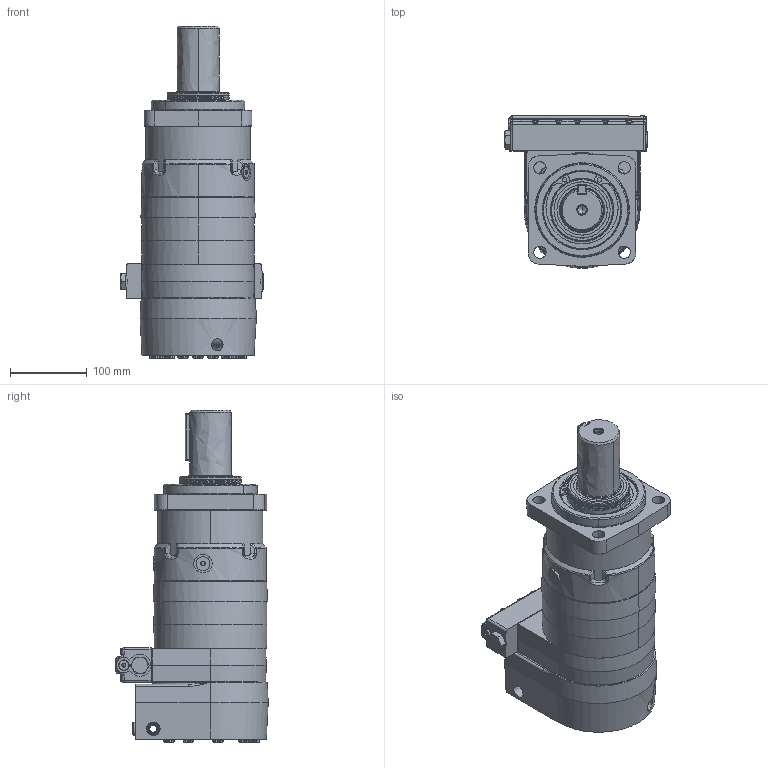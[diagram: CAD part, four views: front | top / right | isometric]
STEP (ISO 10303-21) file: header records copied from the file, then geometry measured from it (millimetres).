
FILE_DESCRIPTION(('FreeCAD Model'),'2;1');
FILE_NAME('Open CASCADE Shape Model','2025-05-03T14:11:49',('FreeCAD'),( 'FreeCAD'),'Open CASCADE STEP processor 7.6','FreeCAD','Unknown');
FILE_SCHEMA(('AUTOMOTIVE_DESIGN { 1 0 10303 214 1 1 1 1 }'));
Products named in the file (1): Open CASCADE STEP translator 7.6 1
Bounding box: 185.66 x 198.93 x 433.2 mm (x, y, z)
Volume: 6523045.5 mm3; surface area: 338239.1 mm2
Topology: 1 solids, 3 shells, 1516 faces, 3714 edges, 2237 vertices
Faces by surface type: bspline 1516
Entity records: 47195 total; most frequent: CARTESIAN_POINT 26176, ORIENTED_EDGE 7310, EDGE_CURVE 3655, B_SPLINE_CURVE_WITH_KNOTS 2283, VERTEX_POINT 2237, FACE_BOUND 1632, EDGE_LOOP 1632, ADVANCED_FACE 1516
